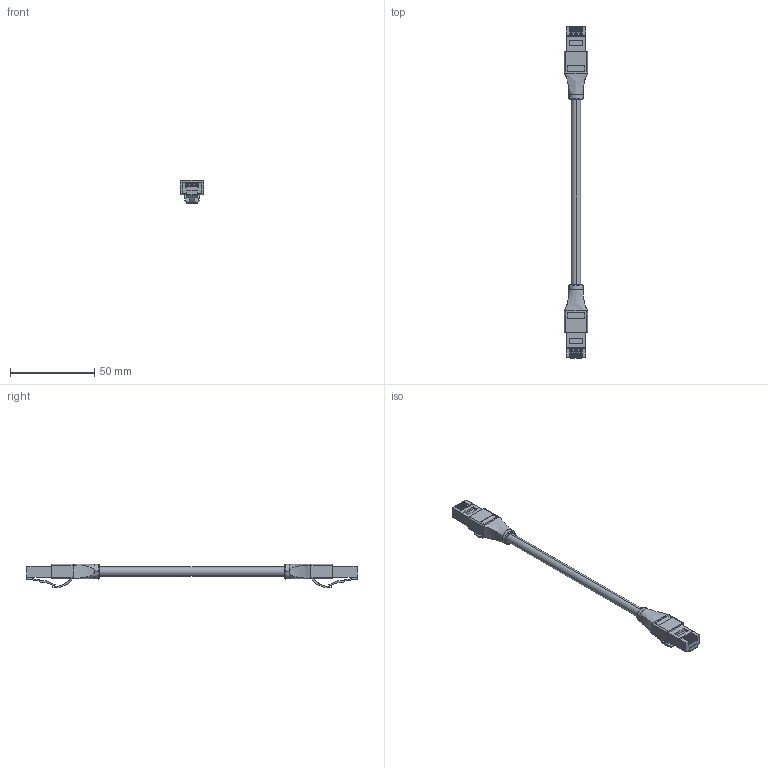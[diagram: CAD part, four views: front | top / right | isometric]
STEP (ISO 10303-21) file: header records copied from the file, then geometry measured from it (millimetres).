
FILE_DESCRIPTION (( 'STEP AP214' ), '1' );
FILE_NAME ('TMD05014014016-004F_3D.step', '2023-07-10T19:52:45', ( '' ), ( '' ), 'SwSTEP 2.0', 'SolidWorks 2022', '' );
FILE_SCHEMA (( 'AUTOMOTIVE_DESIGN' ));
Length unit declared in the file: inch
Products named in the file (4): 1AY01-034_NO LOGO; 1AL03-002; 1AD03-006_with increased latch height; TMD05014014016-004F_3D
Assembly tree (5 placements, depth 2):
  TMD05014014016-004F_3D
    1AL03-002
    1AD03-006_with increased latch height  x2
    1AY01-034_NO LOGO  x2
Bounding box: 13.67 x 196.9 x 13.92 mm (x, y, z)
Volume: 9644.1 mm3; surface area: 10420.1 mm2
Topology: 7 solids, 7 shells, 550 faces, 1466 edges, 952 vertices
Faces by surface type: plane 330, cylinder 154, bspline 46, sphere 12, torus 8
Entity records: 12443 total; most frequent: CARTESIAN_POINT 3513, ORIENTED_EDGE 1452, DIRECTION 1324, EDGE_CURVE 726, VECTOR 510, LINE 510, VERTEX_POINT 476, AXIS2_PLACEMENT_3D 407
